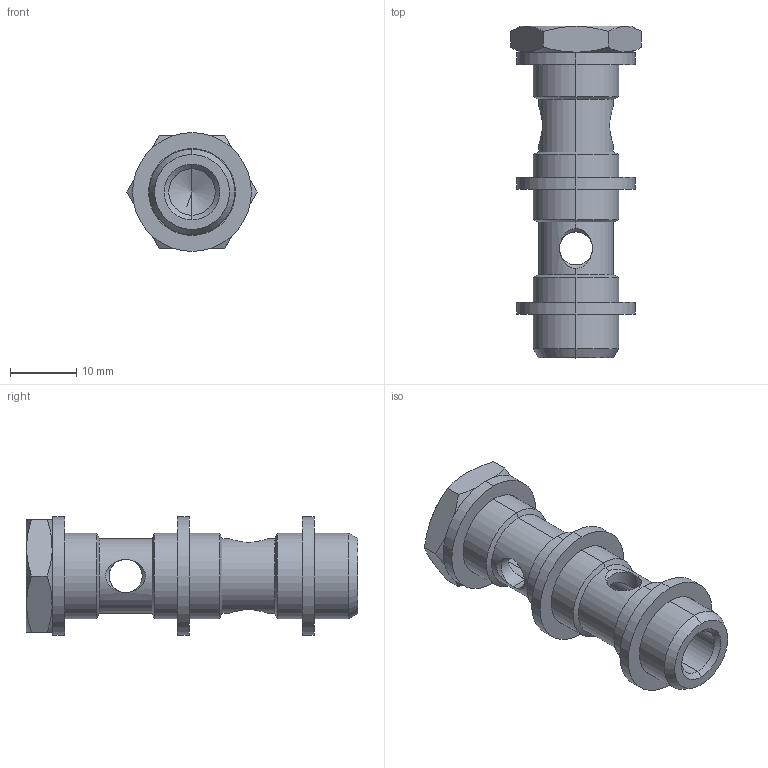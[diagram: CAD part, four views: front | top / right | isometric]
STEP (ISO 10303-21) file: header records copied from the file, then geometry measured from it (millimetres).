
FILE_DESCRIPTION (( 'STEP AP203' ), '1' );
FILE_NAME ('A0220002.STEP', '2009-12-03T13:22:46', ( 'Gabriele' ), ( 'C.Matic srl' ), 'SwSTEP 2.0', 'SolidWorks 2009', '' );
FILE_SCHEMA (( 'CONFIG_CONTROL_DESIGN' ));
Length unit declared in the file: millimetre
Products named in the file (3): A0220002; 001-0192; 003-0047
Assembly tree (4 placements, depth 2):
  A0220002
    003-0047  x3
    001-0192
Bounding box: 19.63 x 50 x 17.9 mm (x, y, z)
Volume: 5166.1 mm3; surface area: 4729.1 mm2
Topology: 4 solids, 4 shells, 73 faces, 182 edges, 113 vertices
Faces by surface type: cylinder 32, cone 26, plane 15
Entity records: 2791 total; most frequent: CARTESIAN_POINT 1005, ORIENTED_EDGE 312, DIRECTION 284, EDGE_CURVE 156, AXIS2_PLACEMENT_3D 116, VERTEX_POINT 97, EDGE_LOOP 69, FACE_OUTER_BOUND 61
